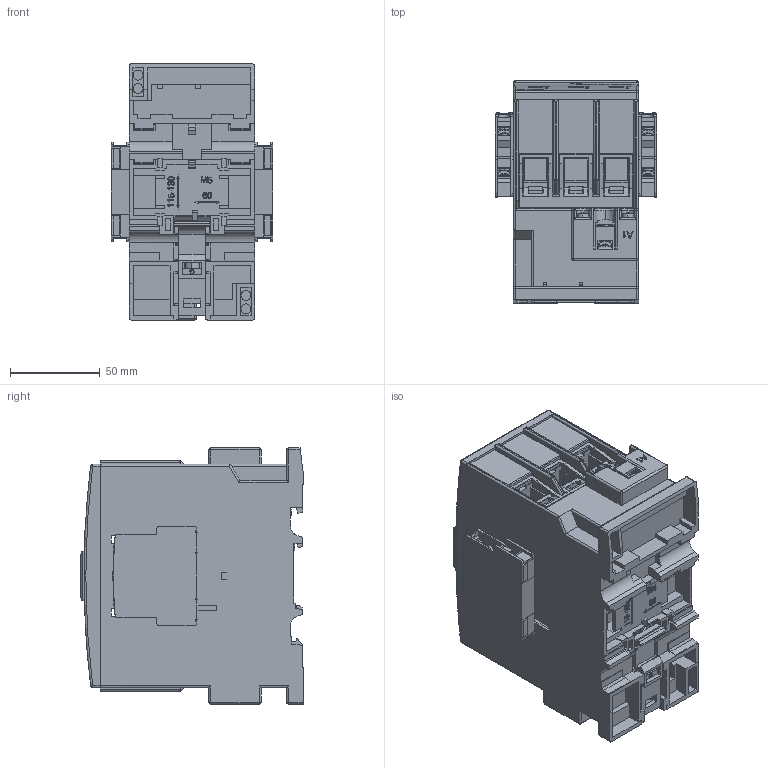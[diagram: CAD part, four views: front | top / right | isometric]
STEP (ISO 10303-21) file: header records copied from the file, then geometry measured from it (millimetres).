
FILE_DESCRIPTION (( 'STEP AP203' ), '1' );
FILE_NAME ('CNN 80-90 & 2x BP 3 11-FINAL.STEP', '2016-02-24T11:56:52', ( 'Dzalev Ljupco' ), ( 'RK' ), 'SwSTEP 2.0', 'SolidWorks 2011', '' );
FILE_SCHEMA (( 'CONFIG_CONTROL_DESIGN' ));
Products named in the file (1): CNN 80-90 & 2x BP 3 11-FINAL
Bounding box: 89.87 x 123.8 x 142.93 mm (x, y, z)
Volume: 274604.7 mm3; surface area: 228299.7 mm2
Topology: 3 solids, 17 shells, 8484 faces, 24663 edges, 16031 vertices
Faces by surface type: plane 5806, bspline 1322, cylinder 1288, cone 34, torus 34
Entity records: 327069 total; most frequent: CARTESIAN_POINT 114923, ORIENTED_EDGE 49086, DIRECTION 36938, EDGE_CURVE 24543, LINE 17972, VECTOR 17972, VERTEX_POINT 16027, AXIS2_PLACEMENT_3D 9483
